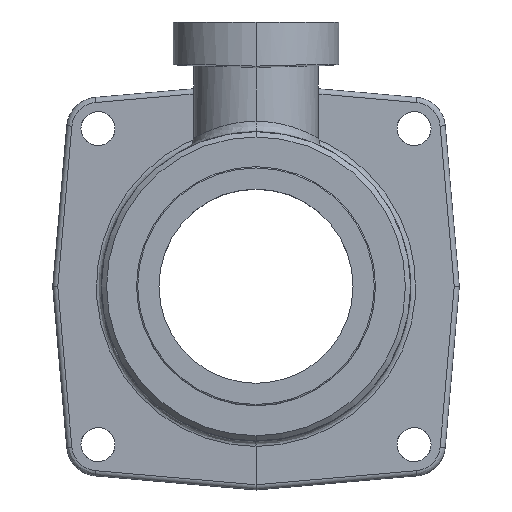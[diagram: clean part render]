
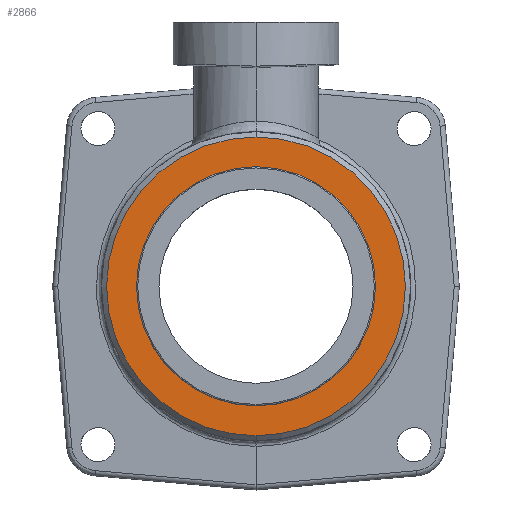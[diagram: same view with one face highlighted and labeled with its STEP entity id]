
A CAD part, top view. The second image highlights one B-rep face of the part: STEP entity #2866.
In plain terms, the highlighted planar face has unit normal (0, 0, 1).
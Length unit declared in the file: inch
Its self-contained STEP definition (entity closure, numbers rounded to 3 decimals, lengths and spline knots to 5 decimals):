
#672=CARTESIAN_POINT('',(0.,0.,2.25));
#673=DIRECTION('',(0.,0.,1.));
#674=DIRECTION('',(0.,1.,0.));
#675=AXIS2_PLACEMENT_3D('',#672,#673,#674);
#677=CARTESIAN_POINT('',(0.,0.,2.25));
#678=DIRECTION('',(0.,0.,-1.));
#679=DIRECTION('',(0.,1.,0.));
#680=AXIS2_PLACEMENT_3D('',#677,#678,#679);
#682=CARTESIAN_POINT('',(0.,0.,2.25));
#683=DIRECTION('',(0.,0.,-1.));
#684=DIRECTION('',(0.,-1.,0.));
#685=AXIS2_PLACEMENT_3D('',#682,#683,#684);
#687=CARTESIAN_POINT('',(0.,0.,2.25));
#688=DIRECTION('',(0.,0.,-1.));
#689=DIRECTION('',(0.,1.,0.));
#690=AXIS2_PLACEMENT_3D('',#687,#688,#689);
#1750=CARTESIAN_POINT('',(0.,1.4375,2.25));
#1752=VERTEX_POINT('',#1750);
#1758=CARTESIAN_POINT('',(0.,-1.4375,2.25));
#1760=VERTEX_POINT('',#1758);
#1851=CARTESIAN_POINT('',(0.,-1.79688,2.25));
#1852=CARTESIAN_POINT('',(0.,1.79688,2.25));
#1853=VERTEX_POINT('',#1851);
#1854=VERTEX_POINT('',#1852);
#2851=CARTESIAN_POINT('',(0.,0.,2.25));
#2852=DIRECTION('',(0.,0.,1.));
#2853=DIRECTION('',(0.,1.,0.));
#2854=AXIS2_PLACEMENT_3D('',#2851,#2852,#2853);
#2855=PLANE('',#2854);
#2856=ORIENTED_EDGE('',*,*,#2811,.T.);
#2857=ORIENTED_EDGE('',*,*,#2843,.T.);
#2858=EDGE_LOOP('',(#2856,#2857));
#2859=FACE_OUTER_BOUND('',#2858,.F.);
#2861=ORIENTED_EDGE('',*,*,#2860,.T.);
#2863=ORIENTED_EDGE('',*,*,#2862,.F.);
#2864=EDGE_LOOP('',(#2861,#2863));
#2865=FACE_BOUND('',#2864,.F.);
#2866=ADVANCED_FACE('',(#2859,#2865),#2855,.T.);
#676=CIRCLE('',#675,1.4375);
#681=CIRCLE('',#680,1.4375);
#686=CIRCLE('',#685,1.79688);
#691=CIRCLE('',#690,1.79688);
#2811=EDGE_CURVE('',#1853,#1854,#686,.T.);
#2843=EDGE_CURVE('',#1854,#1853,#691,.T.);
#2860=EDGE_CURVE('',#1752,#1760,#676,.T.);
#2862=EDGE_CURVE('',#1752,#1760,#681,.T.);
